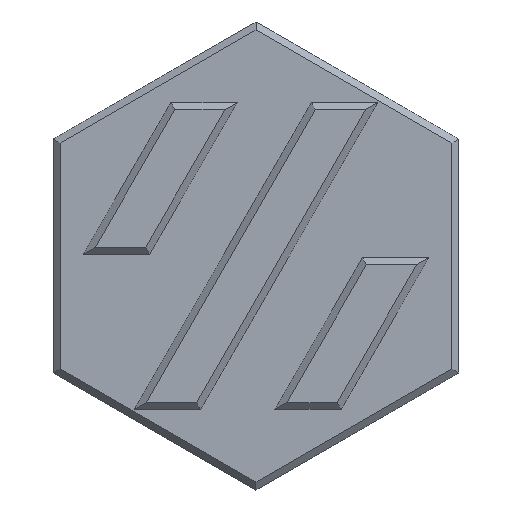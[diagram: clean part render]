
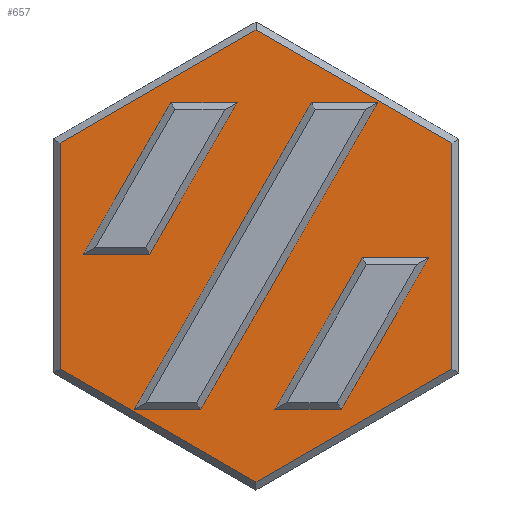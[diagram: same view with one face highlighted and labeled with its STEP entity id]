
A CAD part, front view. The second image highlights one B-rep face of the part: STEP entity #657.
In plain terms, the highlighted planar face has unit normal (0, -1, 0).
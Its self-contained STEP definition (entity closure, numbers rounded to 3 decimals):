
#36=ORIENTED_EDGE('',*,*,#216,.T.);
#37=ORIENTED_EDGE('',*,*,#217,.T.);
#38=ORIENTED_EDGE('',*,*,#218,.T.);
#39=ORIENTED_EDGE('',*,*,#219,.T.);
#40=ORIENTED_EDGE('',*,*,#220,.T.);
#41=ORIENTED_EDGE('',*,*,#221,.T.);
#42=ORIENTED_EDGE('',*,*,#222,.F.);
#43=ORIENTED_EDGE('',*,*,#223,.T.);
#44=ORIENTED_EDGE('',*,*,#224,.F.);
#45=ORIENTED_EDGE('',*,*,#215,.T.);
#46=ORIENTED_EDGE('',*,*,#225,.F.);
#47=ORIENTED_EDGE('',*,*,#226,.T.);
#48=ORIENTED_EDGE('',*,*,#227,.F.);
#49=ORIENTED_EDGE('',*,*,#211,.T.);
#50=ORIENTED_EDGE('',*,*,#228,.T.);
#51=ORIENTED_EDGE('',*,*,#229,.T.);
#52=ORIENTED_EDGE('',*,*,#230,.T.);
#53=ORIENTED_EDGE('',*,*,#231,.T.);
#211=EDGE_CURVE('',#299,#301,#355,.T.);
#215=EDGE_CURVE('',#303,#305,#359,.T.);
#216=EDGE_CURVE('',#306,#307,#360,.T.);
#217=EDGE_CURVE('',#307,#308,#361,.T.);
#218=EDGE_CURVE('',#308,#309,#362,.T.);
#219=EDGE_CURVE('',#309,#310,#363,.T.);
#220=EDGE_CURVE('',#310,#311,#364,.T.);
#221=EDGE_CURVE('',#311,#306,#365,.T.);
#222=EDGE_CURVE('',#312,#305,#366,.T.);
#223=EDGE_CURVE('',#312,#313,#367,.T.);
#224=EDGE_CURVE('',#303,#313,#368,.T.);
#225=EDGE_CURVE('',#314,#301,#369,.T.);
#226=EDGE_CURVE('',#314,#315,#370,.T.);
#227=EDGE_CURVE('',#299,#315,#371,.T.);
#228=EDGE_CURVE('',#316,#317,#372,.T.);
#229=EDGE_CURVE('',#317,#318,#373,.T.);
#230=EDGE_CURVE('',#318,#319,#374,.T.);
#231=EDGE_CURVE('',#319,#316,#375,.T.);
#299=VERTEX_POINT('',#946);
#301=VERTEX_POINT('',#950);
#303=VERTEX_POINT('',#955);
#305=VERTEX_POINT('',#959);
#306=VERTEX_POINT('',#963);
#307=VERTEX_POINT('',#964);
#308=VERTEX_POINT('',#966);
#309=VERTEX_POINT('',#968);
#310=VERTEX_POINT('',#970);
#311=VERTEX_POINT('',#972);
#312=VERTEX_POINT('',#975);
#313=VERTEX_POINT('',#977);
#314=VERTEX_POINT('',#980);
#315=VERTEX_POINT('',#982);
#316=VERTEX_POINT('',#985);
#317=VERTEX_POINT('',#986);
#318=VERTEX_POINT('',#988);
#319=VERTEX_POINT('',#990);
#355=LINE('',#951,#445);
#359=LINE('',#960,#449);
#360=LINE('',#962,#450);
#361=LINE('',#965,#451);
#362=LINE('',#967,#452);
#363=LINE('',#969,#453);
#364=LINE('',#971,#454);
#365=LINE('',#973,#455);
#366=LINE('',#974,#456);
#367=LINE('',#976,#457);
#368=LINE('',#978,#458);
#369=LINE('',#979,#459);
#370=LINE('',#981,#460);
#371=LINE('',#983,#461);
#372=LINE('',#984,#462);
#373=LINE('',#987,#463);
#374=LINE('',#989,#464);
#375=LINE('',#991,#465);
#445=VECTOR('',#769,1000.);
#449=VECTOR('',#775,1000.);
#450=VECTOR('',#778,1000.);
#451=VECTOR('',#779,1000.);
#452=VECTOR('',#780,1000.);
#453=VECTOR('',#781,1000.);
#454=VECTOR('',#782,1000.);
#455=VECTOR('',#783,1000.);
#456=VECTOR('',#784,1000.);
#457=VECTOR('',#785,1000.);
#458=VECTOR('',#786,1000.);
#459=VECTOR('',#787,1000.);
#460=VECTOR('',#788,1000.);
#461=VECTOR('',#789,1000.);
#462=VECTOR('',#790,1000.);
#463=VECTOR('',#791,1000.);
#464=VECTOR('',#792,1000.);
#465=VECTOR('',#793,1000.);
#528=EDGE_LOOP('',(#36,#37,#38,#39,#40,#41));
#529=EDGE_LOOP('',(#42,#43,#44,#45));
#530=EDGE_LOOP('',(#46,#47,#48,#49));
#531=EDGE_LOOP('',(#50,#51,#52,#53));
#572=FACE_BOUND('',#528,.T.);
#573=FACE_BOUND('',#529,.T.);
#574=FACE_BOUND('',#530,.T.);
#575=FACE_BOUND('',#531,.T.);
#616=PLANE('',#713);
#657=ADVANCED_FACE('',(#572,#573,#574,#575),#616,.F.);
#713=AXIS2_PLACEMENT_3D('',#961,#776,#777);
#769=DIRECTION('',(1.,0.,0.));
#775=DIRECTION('',(1.,0.,0.));
#776=DIRECTION('',(0.,1.,0.));
#777=DIRECTION('',(0.,0.,1.));
#778=DIRECTION('',(0.,0.,-1.));
#779=DIRECTION('',(0.866,0.,-0.5));
#780=DIRECTION('',(0.866,0.,0.5));
#781=DIRECTION('',(0.,0.,1.));
#782=DIRECTION('',(-0.866,0.,0.5));
#783=DIRECTION('',(-0.866,0.,-0.5));
#784=DIRECTION('',(0.5,0.,0.866));
#785=DIRECTION('',(-1.,0.,0.));
#786=DIRECTION('',(-0.5,0.,-0.866));
#787=DIRECTION('',(0.5,0.,0.866));
#788=DIRECTION('',(-1.,0.,0.));
#789=DIRECTION('',(-0.5,0.,-0.866));
#790=DIRECTION('',(-1.,0.,0.));
#791=DIRECTION('',(0.5,0.,0.866));
#792=DIRECTION('',(1.,0.,0.));
#793=DIRECTION('',(-0.5,0.,-0.866));
#946=CARTESIAN_POINT('',(-282.161,-95.,-239.556));
#950=CARTESIAN_POINT('',(-278.351,-95.,-239.556));
#951=CARTESIAN_POINT('',(-278.293,-95.,-239.556));
#955=CARTESIAN_POINT('',(-290.244,-95.,-239.556));
#959=CARTESIAN_POINT('',(-286.434,-95.,-239.556));
#960=CARTESIAN_POINT('',(-286.376,-95.,-239.556));
#961=CARTESIAN_POINT('',(0.,-95.,0.));
#962=CARTESIAN_POINT('',(-296.6,-95.,-255.105));
#963=CARTESIAN_POINT('',(-296.6,-95.,-241.884));
#964=CARTESIAN_POINT('',(-296.6,-95.,-254.874));
#965=CARTESIAN_POINT('',(-285.15,-95.,-261.485));
#966=CARTESIAN_POINT('',(-285.35,-95.,-261.37));
#967=CARTESIAN_POINT('',(-273.9,-95.,-254.759));
#968=CARTESIAN_POINT('',(-274.1,-95.,-254.875));
#969=CARTESIAN_POINT('',(-274.1,-95.,-241.653));
#970=CARTESIAN_POINT('',(-274.1,-95.,-241.884));
#971=CARTESIAN_POINT('',(-285.55,-95.,-235.273));
#972=CARTESIAN_POINT('',(-285.35,-95.,-235.389));
#973=CARTESIAN_POINT('',(-296.8,-95.,-241.999));
#974=CARTESIAN_POINT('',(-291.499,-95.,-248.329));
#975=CARTESIAN_POINT('',(-291.47,-95.,-248.279));
#976=CARTESIAN_POINT('',(-295.338,-95.,-248.279));
#977=CARTESIAN_POINT('',(-295.28,-95.,-248.279));
#978=CARTESIAN_POINT('',(-290.215,-95.,-239.506));
#979=CARTESIAN_POINT('',(-288.567,-95.,-257.252));
#980=CARTESIAN_POINT('',(-288.539,-95.,-257.202));
#981=CARTESIAN_POINT('',(-292.407,-95.,-257.202));
#982=CARTESIAN_POINT('',(-292.349,-95.,-257.202));
#983=CARTESIAN_POINT('',(-282.132,-95.,-239.506));
#984=CARTESIAN_POINT('',(-280.398,-95.,-257.202));
#985=CARTESIAN_POINT('',(-280.456,-95.,-257.202));
#986=CARTESIAN_POINT('',(-284.266,-95.,-257.202));
#987=CARTESIAN_POINT('',(-284.353,-95.,-257.352));
#988=CARTESIAN_POINT('',(-279.23,-95.,-248.479));
#989=CARTESIAN_POINT('',(-279.288,-95.,-248.479));
#990=CARTESIAN_POINT('',(-275.419,-95.,-248.479));
#991=CARTESIAN_POINT('',(-275.333,-95.,-248.329));
